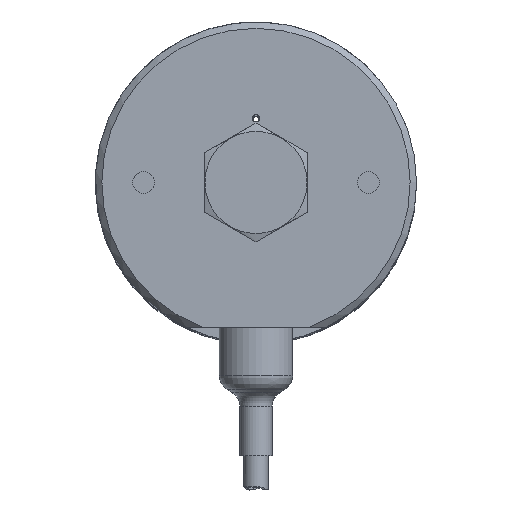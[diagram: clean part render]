
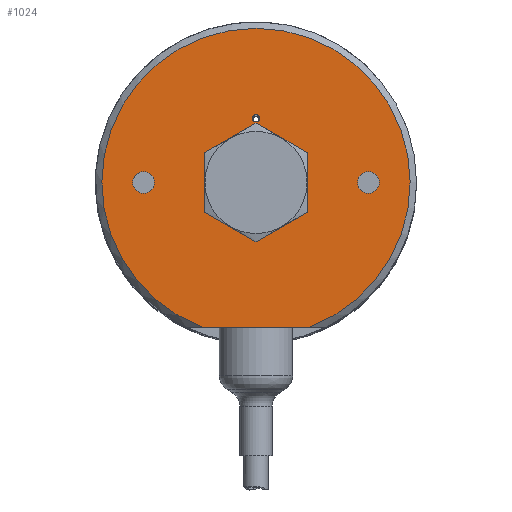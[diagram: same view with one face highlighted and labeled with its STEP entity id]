
A CAD part, top view. The second image highlights one B-rep face of the part: STEP entity #1024.
In plain terms, the highlighted planar face has unit normal (0, 0, 1).
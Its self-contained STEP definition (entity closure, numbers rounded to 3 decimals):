
#5 = DIRECTION ( 'NONE',  ( 1., 0., 0. ) ) ;
#12 = DIRECTION ( 'NONE',  ( 0., 0., 1. ) ) ;
#13 = VERTEX_POINT ( 'NONE', #300 ) ;
#19 = PLANE ( 'NONE',  #784 ) ;
#31 = CARTESIAN_POINT ( 'NONE',  ( 0., 0., 0. ) ) ;
#167 = CARTESIAN_POINT ( 'NONE',  ( 1.15, 20., 0. ) ) ;
#168 = CARTESIAN_POINT ( 'NONE',  ( -16.703, -45., 0. ) ) ;
#179 = CIRCLE ( 'NONE', #247, 48. ) ;
#215 = CIRCLE ( 'NONE', #489, 14.25 ) ;
#247 = AXIS2_PLACEMENT_3D ( 'NONE', #422, #416, #408 ) ;
#276 = DIRECTION ( 'NONE',  ( 0., 0., -1. ) ) ;
#293 = CIRCLE ( 'NONE', #531, 3.4 ) ;
#300 = CARTESIAN_POINT ( 'NONE',  ( -31.6, 0., 0. ) ) ;
#328 = EDGE_CURVE ( 'NONE', #13, #13, #537, .T. ) ;
#333 = FACE_BOUND ( 'NONE', #1063, .T. ) ;
#335 = FACE_BOUND ( 'NONE', #1156, .T. ) ;
#347 = FACE_BOUND ( 'NONE', #1169, .T. ) ;
#351 = FACE_BOUND ( 'NONE', #1152, .T. ) ;
#356 = FACE_OUTER_BOUND ( 'NONE', #1178, .T. ) ;
#405 = CARTESIAN_POINT ( 'NONE',  ( 38.4, 0., 0. ) ) ;
#408 = DIRECTION ( 'NONE',  ( 1., 0., 0. ) ) ;
#416 = DIRECTION ( 'NONE',  ( 0., 0., 1. ) ) ;
#422 = CARTESIAN_POINT ( 'NONE',  ( 0., 0., 0. ) ) ;
#461 = EDGE_CURVE ( 'NONE', #1113, #1413, #493, .T. ) ;
#472 = CIRCLE ( 'NONE', #1150, 1.15 ) ;
#489 = AXIS2_PLACEMENT_3D ( 'NONE', #560, #548, #540 ) ;
#493 = LINE ( 'NONE', #1526, #494 ) ;
#494 = VECTOR ( 'NONE', #1270, 1000. ) ;
#531 = AXIS2_PLACEMENT_3D ( 'NONE', #1470, #1454, #1451 ) ;
#537 = CIRCLE ( 'NONE', #606, 3.4 ) ;
#540 = DIRECTION ( 'NONE',  ( 1., 0., 0. ) ) ;
#548 = DIRECTION ( 'NONE',  ( 0., 0., -1. ) ) ;
#560 = CARTESIAN_POINT ( 'NONE',  ( 0., 0., 0. ) ) ;
#568 = EDGE_CURVE ( 'NONE', #1201, #1201, #472, .T. ) ;
#606 = AXIS2_PLACEMENT_3D ( 'NONE', #1050, #1143, #1115 ) ;
#784 = AXIS2_PLACEMENT_3D ( 'NONE', #31, #12, #5 ) ;
#801 = CARTESIAN_POINT ( 'NONE',  ( 0., 20., 0. ) ) ;
#981 = VERTEX_POINT ( 'NONE', #1518 ) ;
#1005 = ORIENTED_EDGE ( 'NONE', *, *, #1101, .F. ) ;
#1024 = ADVANCED_FACE ( 'NONE', ( #335, #351, #347, #356, #333 ), #19, .T. ) ;
#1049 = DIRECTION ( 'NONE',  ( 1., 0., 0. ) ) ;
#1050 = CARTESIAN_POINT ( 'NONE',  ( -35., 0., 0. ) ) ;
#1063 = EDGE_LOOP ( 'NONE', ( #1100 ) ) ;
#1067 = ORIENTED_EDGE ( 'NONE', *, *, #1336, .T. ) ;
#1073 = ORIENTED_EDGE ( 'NONE', *, *, #461, .F. ) ;
#1076 = ORIENTED_EDGE ( 'NONE', *, *, #568, .T. ) ;
#1100 = ORIENTED_EDGE ( 'NONE', *, *, #1278, .T. ) ;
#1101 = EDGE_CURVE ( 'NONE', #1449, #1449, #293, .T. ) ;
#1113 = VERTEX_POINT ( 'NONE', #1474 ) ;
#1115 = DIRECTION ( 'NONE',  ( 1., 0., 0. ) ) ;
#1143 = DIRECTION ( 'NONE',  ( 0., 0., 1. ) ) ;
#1150 = AXIS2_PLACEMENT_3D ( 'NONE', #801, #276, #1049 ) ;
#1152 = EDGE_LOOP ( 'NONE', ( #1443 ) ) ;
#1156 = EDGE_LOOP ( 'NONE', ( #1005 ) ) ;
#1169 = EDGE_LOOP ( 'NONE', ( #1076 ) ) ;
#1178 = EDGE_LOOP ( 'NONE', ( #1073, #1067 ) ) ;
#1201 = VERTEX_POINT ( 'NONE', #167 ) ;
#1270 = DIRECTION ( 'NONE',  ( -1., 0., 0. ) ) ;
#1278 = EDGE_CURVE ( 'NONE', #981, #981, #215, .T. ) ;
#1336 = EDGE_CURVE ( 'NONE', #1113, #1413, #179, .T. ) ;
#1413 = VERTEX_POINT ( 'NONE', #168 ) ;
#1443 = ORIENTED_EDGE ( 'NONE', *, *, #328, .F. ) ;
#1449 = VERTEX_POINT ( 'NONE', #405 ) ;
#1451 = DIRECTION ( 'NONE',  ( 1., 0., 0. ) ) ;
#1454 = DIRECTION ( 'NONE',  ( 0., 0., 1. ) ) ;
#1470 = CARTESIAN_POINT ( 'NONE',  ( 35., 0., 0. ) ) ;
#1474 = CARTESIAN_POINT ( 'NONE',  ( 16.703, -45., 0. ) ) ;
#1518 = CARTESIAN_POINT ( 'NONE',  ( 14.25, 0., 0. ) ) ;
#1526 = CARTESIAN_POINT ( 'NONE',  ( -45.035, -45., 0. ) ) ;
